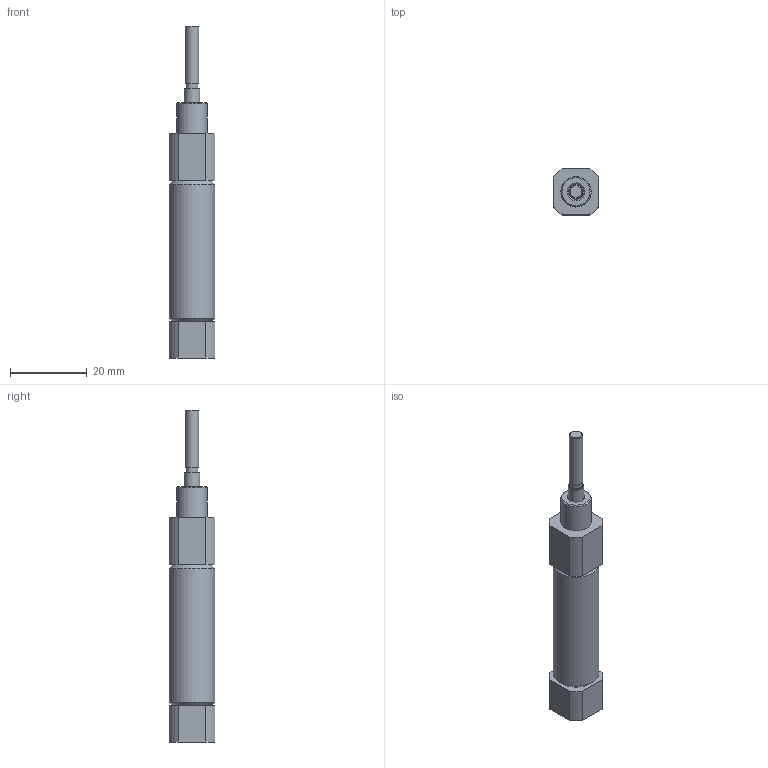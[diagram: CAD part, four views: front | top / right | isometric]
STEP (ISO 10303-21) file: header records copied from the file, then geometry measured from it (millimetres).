
FILE_DESCRIPTION(/* description */ (''),/* implementation_level */ '2;1');
FILE_NAME(/* name */ 'NCJ2B10-050 (Piston).step',/* time_stamp */ '2024-06-27T21:03:48-05:00',/* author */ (''),/* organization */ (''),/* preprocessor_version */ 'ST-DEVELOPER v20',/* originating_system */ 'Autodesk Translation Framework v13.14.0.145',/* authorisation */ '');
FILE_SCHEMA (('AUTOMOTIVE_DESIGN { 1 0 10303 214 3 1 1 }'));
Length unit declared in the file: millimetre
Products named in the file (3): NCJ2B10-050; NCJ2B10-050.step_NCJ2-Body_10; NCJ2B10-050.step_NCJ2-Rod_10
Assembly tree (2 placements, depth 2):
  NCJ2B10-050
    NCJ2B10-050.step_NCJ2-Body_10
    NCJ2B10-050.step_NCJ2-Rod_10
Bounding box: 12 x 12 x 86.67 mm (x, y, z)
Volume: 6587.3 mm3; surface area: 5171.6 mm2
Topology: 2 solids, 2 shells, 49 faces, 104 edges, 67 vertices
Faces by surface type: plane 23, cylinder 18, cone 8
Full cylindrical faces by diameter (mm): 3.1 x1, 3.505 x1, 4 x2, 4.83 x2, 7.938 x1, 10 x2, 11.94 x1
Entity records: 1470 total; most frequent: CARTESIAN_POINT 268, DIRECTION 257, ORIENTED_EDGE 208, EDGE_CURVE 104, AXIS2_PLACEMENT_3D 102, VERTEX_POINT 67, EDGE_LOOP 59, LINE 53
